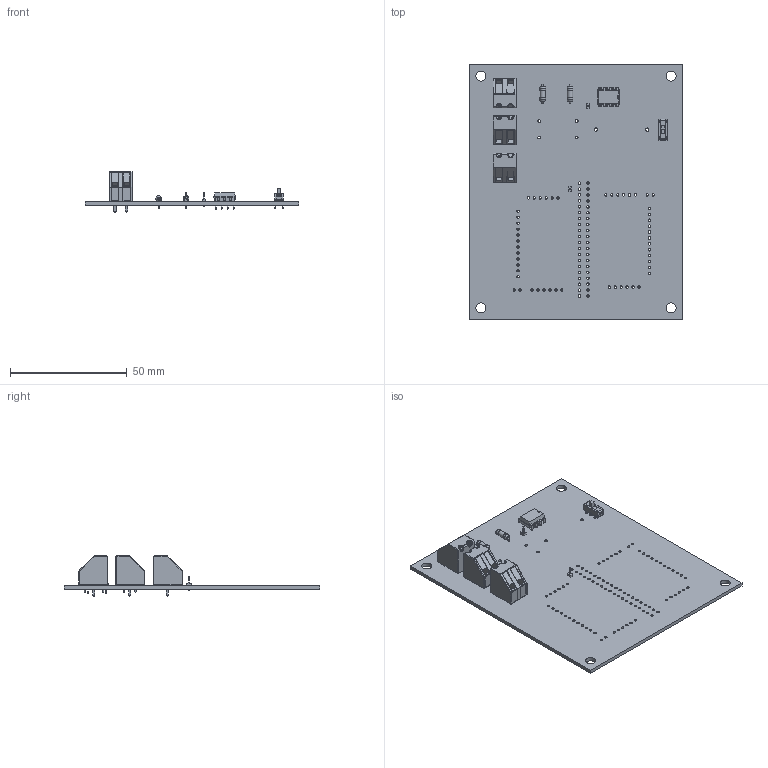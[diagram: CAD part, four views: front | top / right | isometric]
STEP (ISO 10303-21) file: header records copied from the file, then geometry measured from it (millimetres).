
FILE_DESCRIPTION(('KiCad electronic assembly'),'2;1');
FILE_NAME('pcbpai.step','2023-06-09T13:19:02',('Pcbnew'),('Kicad'), 'Open CASCADE STEP processor 7.6','KiCad to STEP converter','Unknown' );
FILE_SCHEMA(('AUTOMOTIVE_DESIGN { 1 0 10303 214 1 1 1 1 }'));
Length unit declared in the file: millimetre
Products named in the file (12): pcbpai 1; R_Axial_DIN0207_L6.3mm_D2.5mm_P7.62mm_Horizontal; SOLID; DIP-8_W7.62mm; Altech_AK300_1x02_P5.00mm_45-Degree; PinHeader_1x01_P1.27mm_Vertical; SW_CuK_JS202011CQN_DPDT_Straight; _autosave-pcbpai PCB
Assembly tree (15 placements, depth 3):
  pcbpai 1
    R_Axial_DIN0207_L6.3mm_D2.5mm_P7.62mm_Horizontal  x2
      SOLID
    DIP-8_W7.62mm
      SOLID
    Altech_AK300_1x02_P5.00mm_45-Degree  x3
      SOLID
    PinHeader_1x01_P1.27mm_Vertical  x2
      SOLID
    SW_CuK_JS202011CQN_DPDT_Straight
      SOLID
    _autosave-pcbpai PCB
Bounding box: 91.44 x 109.22 x 17.1 mm (x, y, z)
Volume: 19316.9 mm3; surface area: 25831.3 mm2
Topology: 10 solids, 10 shells, 885 faces, 2307 edges, 1448 vertices
Faces by surface type: plane 559, cylinder 256, bspline 44, torus 26
Full cylindrical faces by diameter (mm): 0.6 x4, 0.65 x2, 0.8 x12, 0.9 x6, 1 x40, 1.02 x52, 1.2 x4, 1.4 x2, 1.5 x6, 2.16 x6, 2.25 x2, 2.455 x6, 2.5 x4, 4.3 x4
Entity records: 50912 total; most frequent: CARTESIAN_POINT 14502, DIRECTION 5999, LINE 3977, VECTOR 3977, ORIENTED_EDGE 3280, PCURVE 3280, DEFINITIONAL_REPRESENTATION 3280, EDGE_CURVE 1640
